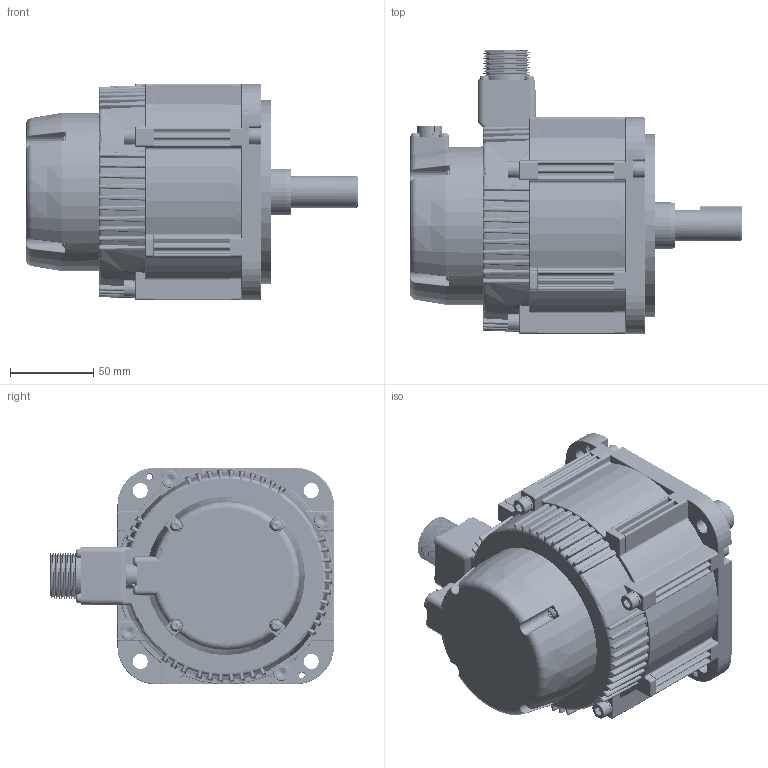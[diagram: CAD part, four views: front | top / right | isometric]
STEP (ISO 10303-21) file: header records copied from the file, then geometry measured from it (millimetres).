
FILE_DESCRIPTION(/* description */ (''),/* implementation_level */ '2;1');
FILE_NAME(/* name */ 'X3MG085A-N2LD-外形图.stp',/* time_stamp */ '2019-12-06T16:49:29+08:00',/* author */ (''),/* organization */ (''),/* preprocessor_version */ 'ST-DEVELOPER v16',/* originating_system */ 'SIEMENS PLM Software NX 10.0',/* authorisation */ '');
FILE_SCHEMA (('AUTOMOTIVE_DESIGN { 1 0 10303 214 3 1 1 1 }'));
Products named in the file (1): hc1C74D3662j8s
Bounding box: 199.2 x 170.44 x 130 mm (x, y, z)
Volume: 1719112.3 mm3; surface area: 131604.4 mm2
Topology: 1 solids, 1 shells, 2699 faces, 7774 edges, 4893 vertices
Faces by surface type: plane 1078, cylinder 795, torus 290, bspline 285, cone 155, sphere 96
Full cylindrical faces by diameter (mm): 0.8 x4, 1 x10, 2.4 x4, 2.5 x4, 3 x44, 3.3 x4, 3.4 x4, 4.2 x19, 5.2 x1, 5.5 x4, 5.6 x4, 6 x8, 6.7 x4, 9 x4, 10 x16, 11.8 x1, 18.8 x1, 19 x2, 24 x1, 28 x11, 34 x1, 40 x1, 44.4 x1, 45 x1, 95 x1, 110 x1
Entity records: 146977 total; most frequent: CARTESIAN_POINT 82115, ORIENTED_EDGE 14284, DIRECTION 12963, EDGE_CURVE 7142, AXIS2_PLACEMENT_3D 5110, VERTEX_POINT 4607, EDGE_LOOP 2909, LINE 2743
